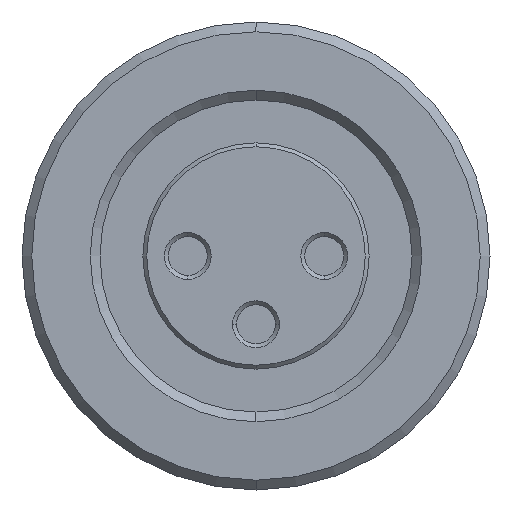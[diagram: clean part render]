
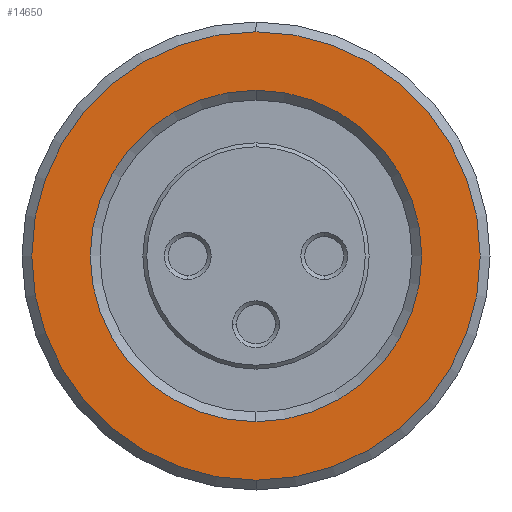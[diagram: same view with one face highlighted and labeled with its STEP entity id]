
A CAD part, front view. The second image highlights one B-rep face of the part: STEP entity #14650.
In plain terms, the highlighted planar face has unit normal (0, -1, 0).
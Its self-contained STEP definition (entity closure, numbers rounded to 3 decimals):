
#5320=CARTESIAN_POINT('',(0.,-6.5,
5.75));
#5330=VERTEX_POINT('',#5320);
#5360=CARTESIAN_POINT('',(0.,-6.5,0.));
#5370=DIRECTION('',(0.,1.,0.));
#5380=DIRECTION('',(0.,0.,1.));
#5390=AXIS2_PLACEMENT_3D('',#5360,#5370,#5380);
#5400=CIRCLE('',#5390,5.75);
#5410=CARTESIAN_POINT('',(0.,-6.5,-5.75));
#5420=VERTEX_POINT('',#5410);
#5430=EDGE_CURVE('',#5420,#5330,#5400,.T.);
#5660=CARTESIAN_POINT('',(0.,-6.5,4.25));
#5670=VERTEX_POINT('',#5660);
#5700=CARTESIAN_POINT('',(0.,-6.5,0.));
#5710=DIRECTION('',(0.,1.,0.));
#5720=DIRECTION('',(0.,0.,1.));
#5730=AXIS2_PLACEMENT_3D('',#5700,#5710,#5720);
#5740=CIRCLE('',#5730,4.25);
#5750=CARTESIAN_POINT('',(0.,-6.5,
-4.25));
#5760=VERTEX_POINT('',#5750);
#5770=EDGE_CURVE('',#5670,#5760,#5740,.T.);
#14500=CARTESIAN_POINT('',(0.,-6.5,5.));
#14510=DIRECTION('',(0.,-1.,0.));
#14520=DIRECTION('',(0.,0.,-1.));
#14530=AXIS2_PLACEMENT_3D('',#14500,#14510,#14520);
#14540=PLANE('',#14530);
#14550=EDGE_CURVE('',#5330,#5420,#5400,.T.);
#14560=ORIENTED_EDGE('',*,*,#14550,.F.);
#14570=ORIENTED_EDGE('',*,*,#5430,.F.);
#14580=EDGE_LOOP('',(#14570,#14560));
#14590=FACE_OUTER_BOUND('',#14580,.T.);
#14600=ORIENTED_EDGE('',*,*,#5770,.T.);
#14610=EDGE_CURVE('',#5760,#5670,#5740,.T.);
#14620=ORIENTED_EDGE('',*,*,#14610,.T.);
#14630=EDGE_LOOP('',(#14620,#14600));
#14640=FACE_BOUND('',#14630,.T.);
#14650=ADVANCED_FACE('',(#14590,#14640),#14540,.T.);
